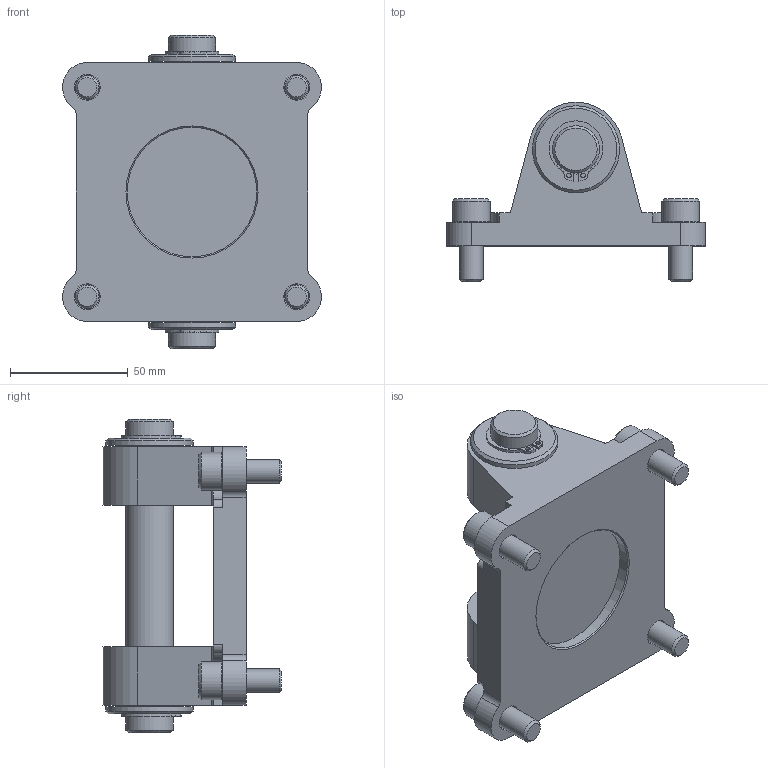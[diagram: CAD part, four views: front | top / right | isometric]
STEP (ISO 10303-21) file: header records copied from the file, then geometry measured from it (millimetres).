
FILE_DESCRIPTION(/* description */ ('STEP AP214'),/* implementation_level */ '2;1');
FILE_NAME(/* name */ '174395_SNCB-100',/* time_stamp */ '2024-09-10T12:25:33+02:00',/* author */ ('License CC BY-ND 4.0'),/* organization */ ('CADENAS'),/* preprocessor_version */ 'ST-DEVELOPER v19.3',/* originating_system */ 'PARTsolutions',/* authorisation */ ' ');
FILE_SCHEMA (('AUTOMOTIVE_DESIGN {1 0 10303 214 3 1 1}'));
Length unit declared in the file: millimetre
Products named in the file (6): 174395 SNCB-100---(0); 174395 SNCB-100---(SF_00); DIN-912 - M10x25(F); 369046 BZ-20-117,0-AA (133); DIN471 - 20x1.2; DIN-125B-1 -21(F)
Assembly tree (10 placements, depth 2):
  174395 SNCB-100---(0)
    174395 SNCB-100---(SF_00)
    DIN-912 - M10x25(F)  x4
    369046 BZ-20-117,0-AA (133)
    DIN471 - 20x1.2  x2
    DIN-125B-1 -21(F)  x2
Bounding box: 109.96 x 75.92 x 133 mm (x, y, z)
Volume: 274853.5 mm3; surface area: 63474 mm2
Topology: 10 solids, 10 shells, 228 faces, 497 edges, 302 vertices
Faces by surface type: plane 107, cylinder 70, cone 51
Full cylindrical faces by diameter (mm): 2 x4, 10 x4, 11 x4, 16 x4, 19 x2, 20 x5, 21 x2, 23.2 x2, 23.4 x2, 37 x2, 55 x1
Entity records: 3546 total; most frequent: DIRECTION 634, CARTESIAN_POINT 585, ORIENTED_EDGE 492, AXIS2_PLACEMENT_3D 260, EDGE_CURVE 246, FACE_BOUND 185, EDGE_LOOP 184, VERTEX_POINT 177
